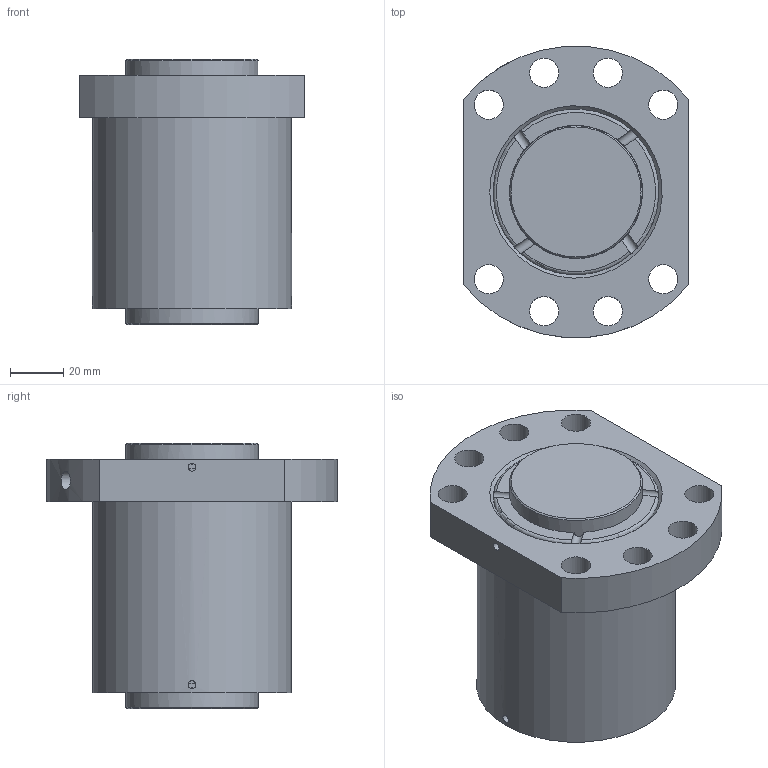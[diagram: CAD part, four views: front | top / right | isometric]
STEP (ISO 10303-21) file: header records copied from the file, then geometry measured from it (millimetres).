
FILE_DESCRIPTION(/* description */ ('STEP AP214'),/* implementation_level */ '2;1');
FILE_NAME(/* name */ 'SFNUR5010-4(100N1N100-1)',/* time_stamp */ '2025-09-08T11:07:48+02:00',/* author */ ('License CC BY-ND 4.0'),/* organization */ ('CADENAS'),/* preprocessor_version */ 'ST-DEVELOPER v19.3',/* originating_system */ 'PARTsolutions',/* authorisation */ ' ');
FILE_SCHEMA (('AUTOMOTIVE_DESIGN {1 0 10303 214 3 1 1}'));
Length unit declared in the file: millimetre
Products named in the file (1): SFNUR5010-4(100N1N100-1)
Bounding box: 85 x 109.65 x 100 mm (x, y, z)
Volume: 460192.7 mm3; surface area: 47557.8 mm2
Topology: 1 solids, 1 shells, 84 faces, 220 edges, 137 vertices
Faces by surface type: cylinder 45, plane 27, torus 8, cone 4
Full cylindrical faces by diameter (mm): 3 x4, 6.917 x1, 11 x8, 50 x2, 50.2 x2, 75 x1
Entity records: 2586 total; most frequent: CARTESIAN_POINT 645, DIRECTION 390, ORIENTED_EDGE 372, EDGE_CURVE 186, AXIS2_PLACEMENT_3D 171, EDGE_LOOP 130, FACE_BOUND 130, VERTEX_POINT 126
